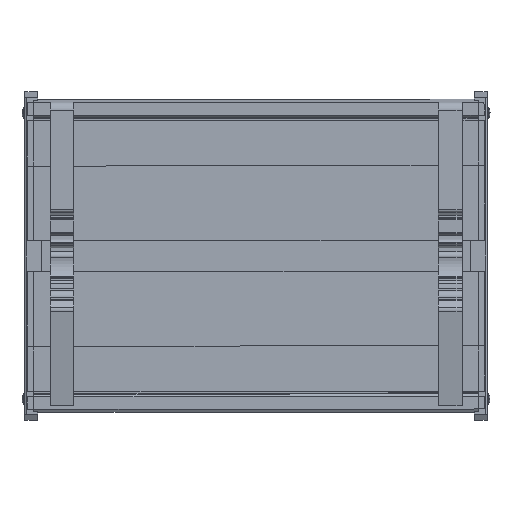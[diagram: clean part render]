
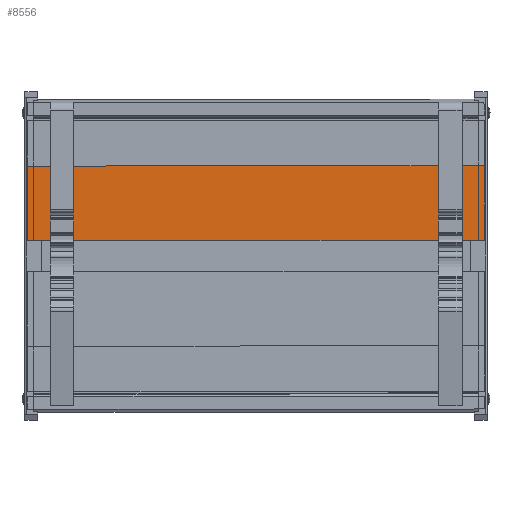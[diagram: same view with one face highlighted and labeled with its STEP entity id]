
A CAD part, front view. The second image highlights one B-rep face of the part: STEP entity #8556.
In plain terms, the highlighted planar face has unit normal (0, -1, 0).
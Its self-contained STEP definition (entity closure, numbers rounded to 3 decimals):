
#8500=CARTESIAN_POINT('',(-530.109,-523.966,176.35));
#8501=VERTEX_POINT('',#8500);
#8508=CARTESIAN_POINT('',(-530.109,-523.966,0.0));
#8509=VERTEX_POINT('',#8508);
#8510=CARTESIAN_POINT('',(-530.109,-523.966,0.0));
#8511=DIRECTION('',(0.0,0.0,1.0));
#8512=VECTOR('',#8511,176.35);
#8513=LINE('',#8510,#8512);
#8514=EDGE_CURVE('',#8509,#8501,#8513,.T.);
#8526=CARTESIAN_POINT('',(-530.109,-523.966,0.0));
#8527=DIRECTION('',(0.0,-1.0,0.0));
#8528=DIRECTION('',(0.0,0.0,-1.0));
#8529=AXIS2_PLACEMENT_3D('',#8526,#8527,#8528);
#8530=PLANE('',#8529);
#8531=CARTESIAN_POINT('',(-558.93,-523.966,176.35));
#8532=VERTEX_POINT('',#8531);
#8533=CARTESIAN_POINT('',(-530.109,-523.966,176.35));
#8534=DIRECTION('',(-1.0,0.0,0.0));
#8535=VECTOR('',#8534,28.821);
#8536=LINE('',#8533,#8535);
#8537=EDGE_CURVE('',#8501,#8532,#8536,.T.);
#8538=ORIENTED_EDGE('',*,*,#8537,.T.);
#8539=CARTESIAN_POINT('',(-558.93,-523.966,0.0));
#8540=VERTEX_POINT('',#8539);
#8541=CARTESIAN_POINT('',(-558.93,-523.966,0.0));
#8542=DIRECTION('',(0.0,0.0,1.0));
#8543=VECTOR('',#8542,176.35);
#8544=LINE('',#8541,#8543);
#8545=EDGE_CURVE('',#8540,#8532,#8544,.T.);
#8546=ORIENTED_EDGE('',*,*,#8545,.F.);
#8547=CARTESIAN_POINT('',(-558.93,-523.966,0.0));
#8548=DIRECTION('',(1.0,0.0,0.0));
#8549=VECTOR('',#8548,28.821);
#8550=LINE('',#8547,#8549);
#8551=EDGE_CURVE('',#8540,#8509,#8550,.T.);
#8552=ORIENTED_EDGE('',*,*,#8551,.T.);
#8553=ORIENTED_EDGE('',*,*,#8514,.T.);
#8554=EDGE_LOOP('',(#8538,#8546,#8552,#8553));
#8555=FACE_OUTER_BOUND('',#8554,.T.);
#8556=ADVANCED_FACE('',(#8555),#8530,.T.);
